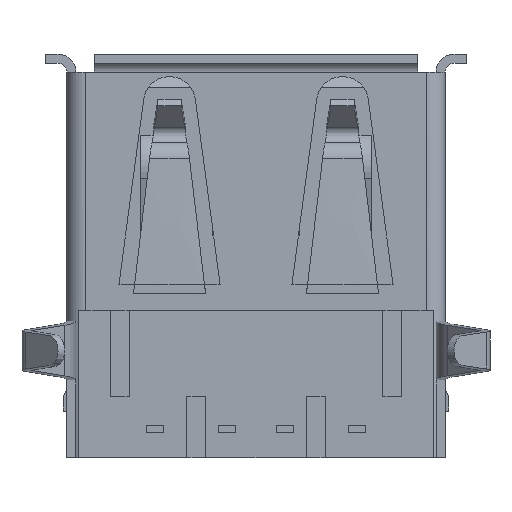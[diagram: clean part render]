
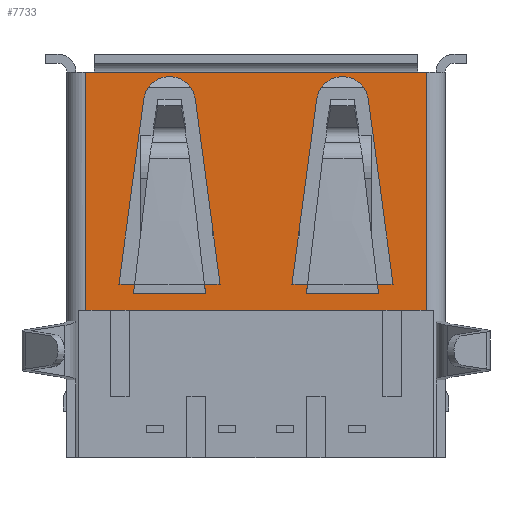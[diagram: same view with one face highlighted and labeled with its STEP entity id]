
A CAD part, front view. The second image highlights one B-rep face of the part: STEP entity #7733.
In plain terms, the highlighted planar face has unit normal (0, -1, 0).
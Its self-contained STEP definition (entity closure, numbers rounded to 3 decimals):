
#252=CARTESIAN_POINT('',(4.212,-2.878,-7.98));
#263=CARTESIAN_POINT('',(1.788,-2.878,-7.98));
#535=DIRECTION('',(-1.,0.,0.));
#536=VECTOR('',#535,0.542);
#537=CARTESIAN_POINT('',(4.754,-2.878,-7.98));
#538=LINE('',#537,#536);
#539=DIRECTION('',(0.133,0.,-0.991));
#540=VECTOR('',#539,6.474);
#541=CARTESIAN_POINT('',(3.896,-2.878,-1.564));
#542=LINE('',#541,#540);
#543=CARTESIAN_POINT('',(3.,-2.878,-1.684));
#544=DIRECTION('',(0.,1.,0.));
#545=DIRECTION('',(-0.991,0.,0.133));
#546=AXIS2_PLACEMENT_3D('',#543,#544,#545);
#548=DIRECTION('',(0.133,0.,0.991));
#549=VECTOR('',#548,6.474);
#550=CARTESIAN_POINT('',(1.246,-2.878,-7.98));
#551=LINE('',#550,#549);
#552=DIRECTION('',(-1.,0.,0.));
#553=VECTOR('',#552,0.542);
#554=CARTESIAN_POINT('',(1.788,-2.878,-7.98));
#555=LINE('',#554,#553);
#556=CARTESIAN_POINT('',(1.788,-2.878,-7.98));
#557=CARTESIAN_POINT('',(1.784,-2.878,-8.015));
#558=CARTESIAN_POINT('',(1.775,-2.878,-8.086));
#559=CARTESIAN_POINT('',(1.763,-2.878,-8.192));
#560=CARTESIAN_POINT('',(1.754,-2.878,-8.263));
#561=CARTESIAN_POINT('',(1.75,-2.878,-8.298));
#563=DIRECTION('',(1.,0.,0.));
#564=VECTOR('',#563,2.5);
#565=CARTESIAN_POINT('',(1.75,-2.878,-8.298));
#566=LINE('',#565,#564);
#567=CARTESIAN_POINT('',(4.25,-2.878,-8.298));
#568=CARTESIAN_POINT('',(4.246,-2.878,-8.263));
#569=CARTESIAN_POINT('',(4.237,-2.878,-8.192));
#570=CARTESIAN_POINT('',(4.225,-2.878,-8.086));
#571=CARTESIAN_POINT('',(4.216,-2.878,-8.015));
#572=CARTESIAN_POINT('',(4.212,-2.878,-7.98));
#574=DIRECTION('',(1.,0.,0.));
#575=VECTOR('',#574,2.5);
#576=CARTESIAN_POINT('',(-4.25,-2.878,-8.298));
#577=LINE('',#576,#575);
#578=CARTESIAN_POINT('',(-1.75,-2.878,-8.298));
#579=CARTESIAN_POINT('',(-1.754,-2.878,-8.263));
#580=CARTESIAN_POINT('',(-1.763,-2.878,-8.192));
#581=CARTESIAN_POINT('',(-1.775,-2.878,-8.086));
#582=CARTESIAN_POINT('',(-1.784,-2.878,-8.015));
#583=CARTESIAN_POINT('',(-1.788,-2.878,-7.98));
#585=DIRECTION('',(-1.,0.,0.));
#586=VECTOR('',#585,0.542);
#587=CARTESIAN_POINT('',(-1.246,-2.878,-7.98));
#588=LINE('',#587,#586);
#589=DIRECTION('',(0.133,0.,-0.991));
#590=VECTOR('',#589,6.474);
#591=CARTESIAN_POINT('',(-2.104,-2.878,-1.564));
#592=LINE('',#591,#590);
#593=CARTESIAN_POINT('',(-3.,-2.878,-1.684));
#594=DIRECTION('',(0.,1.,0.));
#595=DIRECTION('',(-0.991,0.,0.133));
#596=AXIS2_PLACEMENT_3D('',#593,#594,#595);
#598=DIRECTION('',(0.133,0.,0.991));
#599=VECTOR('',#598,6.474);
#600=CARTESIAN_POINT('',(-4.754,-2.878,-7.98));
#601=LINE('',#600,#599);
#602=DIRECTION('',(-1.,0.,0.));
#603=VECTOR('',#602,0.542);
#604=CARTESIAN_POINT('',(-4.212,-2.878,-7.98));
#605=LINE('',#604,#603);
#606=CARTESIAN_POINT('',(-4.212,-2.878,-7.98));
#607=CARTESIAN_POINT('',(-4.216,-2.878,-8.015));
#608=CARTESIAN_POINT('',(-4.225,-2.878,-8.086));
#609=CARTESIAN_POINT('',(-4.237,-2.878,-8.192));
#610=CARTESIAN_POINT('',(-4.246,-2.878,-8.263));
#611=CARTESIAN_POINT('',(-4.25,-2.878,-8.298));
#613=DIRECTION('',(0.,0.,1.));
#614=VECTOR('',#613,8.26);
#615=CARTESIAN_POINT('',(-5.927,-2.878,-8.88));
#616=LINE('',#615,#614);
#617=DIRECTION('',(1.,0.,0.));
#618=VECTOR('',#617,0.32);
#619=CARTESIAN_POINT('',(-5.927,-2.878,-0.62));
#620=LINE('',#619,#618);
#621=DIRECTION('',(1.,0.,0.));
#622=VECTOR('',#621,11.214);
#623=CARTESIAN_POINT('',(-5.607,-2.878,-0.62));
#624=LINE('',#623,#622);
#625=DIRECTION('',(1.,0.,0.));
#626=VECTOR('',#625,0.32);
#627=CARTESIAN_POINT('',(5.607,-2.878,-0.62));
#628=LINE('',#627,#626);
#629=DIRECTION('',(0.,0.,-1.));
#630=VECTOR('',#629,8.26);
#631=CARTESIAN_POINT('',(5.927,-2.878,-0.62));
#632=LINE('',#631,#630);
#633=DIRECTION('',(-1.,0.,0.));
#634=VECTOR('',#633,11.854);
#635=CARTESIAN_POINT('',(5.927,-2.878,-8.88));
#636=LINE('',#635,#634);
#5758=CARTESIAN_POINT('',(-5.607,-2.878,-0.62));
#5760=VERTEX_POINT('',#5758);
#5771=CARTESIAN_POINT('',(5.607,-2.878,-0.62));
#5773=VERTEX_POINT('',#5771);
#6142=CARTESIAN_POINT('',(1.246,-2.878,-7.98));
#6143=CARTESIAN_POINT('',(2.104,-2.878,-1.564));
#6144=VERTEX_POINT('',#6142);
#6145=VERTEX_POINT('',#6143);
#6146=CARTESIAN_POINT('',(3.896,-2.878,-1.564));
#6147=VERTEX_POINT('',#6146);
#6148=CARTESIAN_POINT('',(4.754,-2.878,-7.98));
#6149=VERTEX_POINT('',#6148);
#6150=CARTESIAN_POINT('',(-3.896,-2.878,-1.564));
#6151=CARTESIAN_POINT('',(-2.104,-2.878,-1.564));
#6152=VERTEX_POINT('',#6150);
#6153=VERTEX_POINT('',#6151);
#6154=CARTESIAN_POINT('',(-1.246,-2.878,-7.98));
#6155=VERTEX_POINT('',#6154);
#6156=CARTESIAN_POINT('',(-4.754,-2.878,-7.98));
#6157=VERTEX_POINT('',#6156);
#6300=VERTEX_POINT('',#252);
#6302=VERTEX_POINT('',#263);
#6614=CARTESIAN_POINT('',(-5.927,-2.878,-0.62));
#6616=VERTEX_POINT('',#6614);
#6617=CARTESIAN_POINT('',(-5.927,-2.878,-8.88));
#6618=VERTEX_POINT('',#6617);
#6629=CARTESIAN_POINT('',(5.927,-2.878,-0.62));
#6630=CARTESIAN_POINT('',(5.927,-2.878,-8.88));
#6631=VERTEX_POINT('',#6629);
#6632=VERTEX_POINT('',#6630);
#6823=CARTESIAN_POINT('',(1.75,-2.878,-8.298));
#6824=CARTESIAN_POINT('',(4.25,-2.878,-8.298));
#6825=VERTEX_POINT('',#6823);
#6826=VERTEX_POINT('',#6824);
#6873=CARTESIAN_POINT('',(-4.212,-2.878,-7.98));
#6874=CARTESIAN_POINT('',(-1.788,-2.878,-7.98));
#6875=VERTEX_POINT('',#6873);
#6876=VERTEX_POINT('',#6874);
#6909=CARTESIAN_POINT('',(-4.25,-2.878,-8.298));
#6910=CARTESIAN_POINT('',(-1.75,-2.878,-8.298));
#6911=VERTEX_POINT('',#6909);
#6912=VERTEX_POINT('',#6910);
#7684=CARTESIAN_POINT('',(-6.565,-2.878,-0.62));
#7685=DIRECTION('',(0.,-1.,0.));
#7686=DIRECTION('',(0.,0.,-1.));
#7687=AXIS2_PLACEMENT_3D('',#7684,#7685,#7686);
#7688=PLANE('',#7687);
#7690=ORIENTED_EDGE('',*,*,#7689,.T.);
#7692=ORIENTED_EDGE('',*,*,#7691,.T.);
#7694=ORIENTED_EDGE('',*,*,#7693,.T.);
#7696=ORIENTED_EDGE('',*,*,#7695,.T.);
#7698=ORIENTED_EDGE('',*,*,#7697,.T.);
#7700=ORIENTED_EDGE('',*,*,#7699,.T.);
#7701=EDGE_LOOP('',(#7690,#7692,#7694,#7696,#7698,#7700));
#7702=FACE_OUTER_BOUND('',#7701,.F.);
#7703=ORIENTED_EDGE('',*,*,#7223,.F.);
#7704=ORIENTED_EDGE('',*,*,#7483,.F.);
#7705=ORIENTED_EDGE('',*,*,#7511,.F.);
#7706=ORIENTED_EDGE('',*,*,#7537,.F.);
#7707=ORIENTED_EDGE('',*,*,#7235,.F.);
#7709=ORIENTED_EDGE('',*,*,#7708,.T.);
#7710=ORIENTED_EDGE('',*,*,#7674,.T.);
#7712=ORIENTED_EDGE('',*,*,#7711,.T.);
#7713=EDGE_LOOP('',(#7703,#7704,#7705,#7706,#7707,#7709,#7710,#7712));
#7714=FACE_BOUND('',#7713,.F.);
#7716=ORIENTED_EDGE('',*,*,#7715,.T.);
#7718=ORIENTED_EDGE('',*,*,#7717,.T.);
#7720=ORIENTED_EDGE('',*,*,#7719,.F.);
#7722=ORIENTED_EDGE('',*,*,#7721,.F.);
#7724=ORIENTED_EDGE('',*,*,#7723,.F.);
#7726=ORIENTED_EDGE('',*,*,#7725,.F.);
#7728=ORIENTED_EDGE('',*,*,#7727,.F.);
#7730=ORIENTED_EDGE('',*,*,#7729,.T.);
#7731=EDGE_LOOP('',(#7716,#7718,#7720,#7722,#7724,#7726,#7728,#7730));
#7732=FACE_BOUND('',#7731,.F.);
#7733=ADVANCED_FACE('',(#7702,#7714,#7732),#7688,.T.);
#547=CIRCLE('',#546,0.904);
#562=B_SPLINE_CURVE_WITH_KNOTS('',3,(#556,#557,#558,#559,#560,#561),
.UNSPECIFIED.,.F.,.F.,(4,1,1,4),(0.,0.333,0.667,1.),
.UNSPECIFIED.);
#573=B_SPLINE_CURVE_WITH_KNOTS('',3,(#567,#568,#569,#570,#571,#572),
.UNSPECIFIED.,.F.,.F.,(4,1,1,4),(0.,0.333,0.667,1.),
.UNSPECIFIED.);
#584=B_SPLINE_CURVE_WITH_KNOTS('',3,(#578,#579,#580,#581,#582,#583),
.UNSPECIFIED.,.F.,.F.,(4,1,1,4),(0.,0.333,0.667,1.),
.UNSPECIFIED.);
#597=CIRCLE('',#596,0.904);
#612=B_SPLINE_CURVE_WITH_KNOTS('',3,(#606,#607,#608,#609,#610,#611),
.UNSPECIFIED.,.F.,.F.,(4,1,1,4),(0.,0.333,0.667,1.),
.UNSPECIFIED.);
#7223=EDGE_CURVE('',#6149,#6300,#538,.T.);
#7235=EDGE_CURVE('',#6302,#6144,#555,.T.);
#7483=EDGE_CURVE('',#6147,#6149,#542,.T.);
#7511=EDGE_CURVE('',#6145,#6147,#547,.T.);
#7537=EDGE_CURVE('',#6144,#6145,#551,.T.);
#7674=EDGE_CURVE('',#6825,#6826,#566,.T.);
#7689=EDGE_CURVE('',#6618,#6616,#616,.T.);
#7691=EDGE_CURVE('',#6616,#5760,#620,.T.);
#7693=EDGE_CURVE('',#5760,#5773,#624,.T.);
#7695=EDGE_CURVE('',#5773,#6631,#628,.T.);
#7697=EDGE_CURVE('',#6631,#6632,#632,.T.);
#7699=EDGE_CURVE('',#6632,#6618,#636,.T.);
#7708=EDGE_CURVE('',#6302,#6825,#562,.T.);
#7711=EDGE_CURVE('',#6826,#6300,#573,.T.);
#7715=EDGE_CURVE('',#6911,#6912,#577,.T.);
#7717=EDGE_CURVE('',#6912,#6876,#584,.T.);
#7719=EDGE_CURVE('',#6155,#6876,#588,.T.);
#7721=EDGE_CURVE('',#6153,#6155,#592,.T.);
#7723=EDGE_CURVE('',#6152,#6153,#597,.T.);
#7725=EDGE_CURVE('',#6157,#6152,#601,.T.);
#7727=EDGE_CURVE('',#6875,#6157,#605,.T.);
#7729=EDGE_CURVE('',#6875,#6911,#612,.T.);
